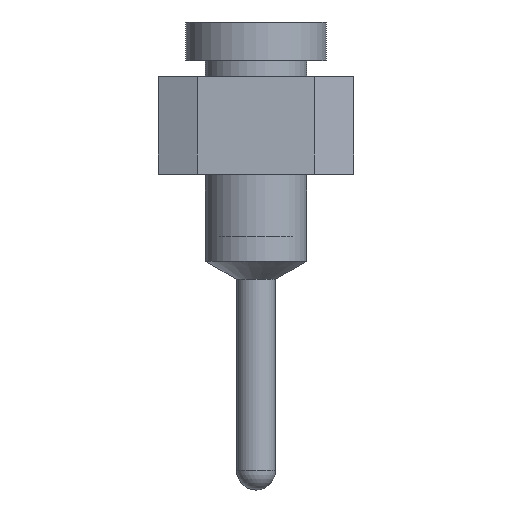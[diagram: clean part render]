
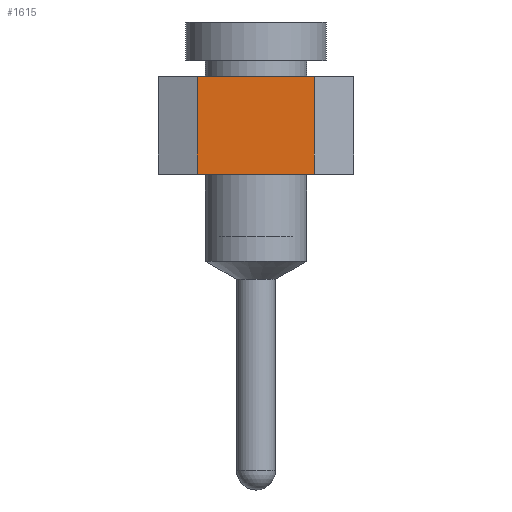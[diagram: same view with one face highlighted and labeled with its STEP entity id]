
A CAD part, left-side view. The second image highlights one B-rep face of the part: STEP entity #1615.
In plain terms, the highlighted planar face has unit normal (-1, 0, 0).
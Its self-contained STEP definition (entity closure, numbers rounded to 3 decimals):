
#1615 = ADVANCED_FACE('',(#1616),#1650,.F.);
#1616 = FACE_BOUND('',#1617,.T.);
#1617 = EDGE_LOOP('',(#1618,#1628,#1636,#1644));
#1618 = ORIENTED_EDGE('',*,*,#1619,.T.);
#1619 = EDGE_CURVE('',#1620,#1622,#1624,.T.);
#1620 = VERTEX_POINT('',#1621);
#1621 = CARTESIAN_POINT('',(-38.1,0.762,2.57));
#1622 = VERTEX_POINT('',#1623);
#1623 = CARTESIAN_POINT('',(-38.1,0.762,1.3));
#1624 = LINE('',#1625,#1626);
#1625 = CARTESIAN_POINT('',(-38.1,0.762,3.84));
#1626 = VECTOR('',#1627,1.);
#1627 = DIRECTION('',(0.,0.,-1.));
#1628 = ORIENTED_EDGE('',*,*,#1629,.T.);
#1629 = EDGE_CURVE('',#1622,#1630,#1632,.T.);
#1630 = VERTEX_POINT('',#1631);
#1631 = CARTESIAN_POINT('',(-38.1,-0.762,1.3));
#1632 = LINE('',#1633,#1634);
#1633 = CARTESIAN_POINT('',(-38.1,1.27,1.3));
#1634 = VECTOR('',#1635,1.);
#1635 = DIRECTION('',(0.,-1.,0.));
#1636 = ORIENTED_EDGE('',*,*,#1637,.F.);
#1637 = EDGE_CURVE('',#1638,#1630,#1640,.T.);
#1638 = VERTEX_POINT('',#1639);
#1639 = CARTESIAN_POINT('',(-38.1,-0.762,2.57));
#1640 = LINE('',#1641,#1642);
#1641 = CARTESIAN_POINT('',(-38.1,-0.762,3.84));
#1642 = VECTOR('',#1643,1.);
#1643 = DIRECTION('',(0.,0.,-1.));
#1644 = ORIENTED_EDGE('',*,*,#1645,.F.);
#1645 = EDGE_CURVE('',#1620,#1638,#1646,.T.);
#1646 = LINE('',#1647,#1648);
#1647 = CARTESIAN_POINT('',(-38.1,1.27,2.57));
#1648 = VECTOR('',#1649,1.);
#1649 = DIRECTION('',(0.,-1.,0.));
#1650 = PLANE('',#1651);
#1651 = AXIS2_PLACEMENT_3D('',#1652,#1653,#1654);
#1652 = CARTESIAN_POINT('',(-38.1,1.27,2.57));
#1653 = DIRECTION('',(1.,0.,0.));
#1654 = DIRECTION('',(0.,1.,0.));
